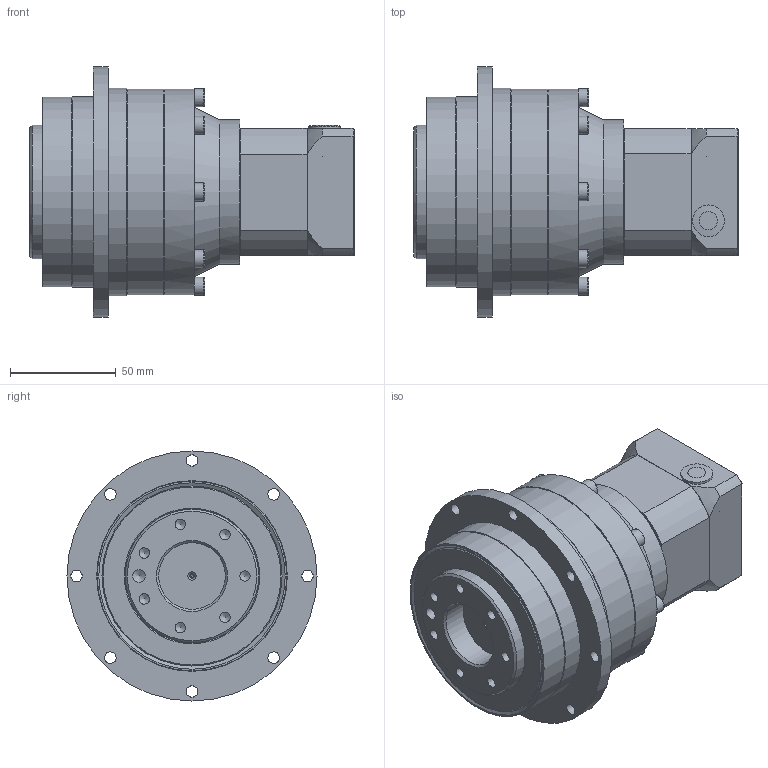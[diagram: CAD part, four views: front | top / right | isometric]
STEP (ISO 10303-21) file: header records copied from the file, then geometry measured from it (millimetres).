
FILE_DESCRIPTION(/* description */ (''),/* implementation_level */ '2;1');
FILE_NAME(/* name */ 'NF09000A2-060A.stp',/* time_stamp */ '2018-11-20T09:08:05+09:00',/* author */ ('Y.J.JI'),/* organization */ (''),/* preprocessor_version */ 'ST-DEVELOPER v15.6',/* originating_system */ 'Autodesk Inventor 2015',/* authorisation */ '');
FILE_SCHEMA (('AUTOMOTIVE_DESIGN { 1 0 10303 214 3 1 1 }'));
Length unit declared in the file: millimetre
Products named in the file (1): NF09000A2-060A
Bounding box: 153 x 118 x 118 mm (x, y, z)
Volume: 522340.6 mm3; surface area: 116031.1 mm2
Topology: 2 solids, 19 shells, 422 faces, 996 edges, 627 vertices
Faces by surface type: plane 205, cylinder 113, cone 77, torus 23, sphere 4
Full cylindrical faces by diameter (mm): 2 x1, 3.242 x12, 4.134 x4, 4.2 x4, 4.917 x7, 5 x5, 5.5 x13, 6 x1, 7 x1, 7.5 x4, 8 x1, 8.5 x14, 9 x4, 14 x1, 15 x1, 17 x1, 31.5 x1, 45 x1, 48 x1, 50 x2, 55 x1, 55.6 x1, 60.9 x1, 63 x3, 68 x1, 76.15 x1, 85 x1, 89.5 x1, 90 x1, 97 x2
Entity records: 10921 total; most frequent: CARTESIAN_POINT 2198, DIRECTION 1781, ORIENTED_EDGE 1488, AXIS2_PLACEMENT_3D 756, EDGE_CURVE 744, EDGE_LOOP 637, VERTEX_POINT 543, FACE_OUTER_BOUND 421
